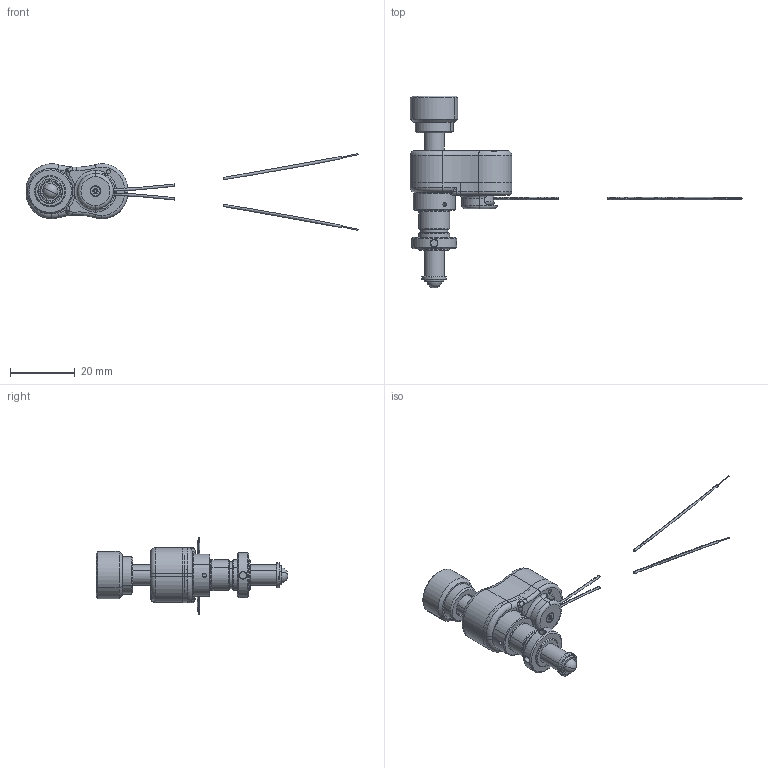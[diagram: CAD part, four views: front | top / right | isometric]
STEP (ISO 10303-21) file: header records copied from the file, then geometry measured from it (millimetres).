
FILE_DESCRIPTION (( 'STEP AP214' ), '1' );
FILE_NAME ('PIA13VF.STEP', '2019-11-18T11:41:11', ( '' ), ( '' ), 'SwSTEP 2.0', 'SolidWorks 2019', '' );
FILE_SCHEMA (( 'AUTOMOTIVE_DESIGN' ));
Length unit declared in the file: millimetre
Products named in the file (18): PIA13VF; PIA13VF1.STEP; PIA13VF4.STEP; PIA13VF8.STEP; PIA13VF7.STEP; PIA13VF9.STEP; PIA13VF3.STEP; PIA13VF6.STEP; PIA13VF10.STEP; PIA13VF15.STEP; PIA13VF2.STEP; PIA13VF16.STEP; PIA13VF12.STEP; PIA13VF11.STEP; PIA13VF14.STEP; PIA13VF13.STEP; PIA13VF5.STEP; PIA13VF.STEP
Assembly tree (17 placements, depth 3):
  PIA13VF
    PIA13VF.STEP
      PIA13VF1.STEP
      PIA13VF2.STEP
      PIA13VF3.STEP
      PIA13VF4.STEP
      PIA13VF5.STEP
      PIA13VF6.STEP
      PIA13VF7.STEP
      PIA13VF8.STEP
      PIA13VF9.STEP
      PIA13VF10.STEP
      PIA13VF11.STEP
      PIA13VF12.STEP
      PIA13VF13.STEP
      PIA13VF14.STEP
      PIA13VF15.STEP
      PIA13VF16.STEP
Bounding box: 102.82 x 59.44 x 23.71 mm (x, y, z)
Volume: 6402.1 mm3; surface area: 8693.9 mm2
Topology: 16 solids, 16 shells, 893 faces, 2293 edges, 1460 vertices
Faces by surface type: plane 360, cylinder 276, bspline 101, cone 99, torus 55, sphere 2
Entity records: 32485 total; most frequent: CARTESIAN_POINT 9887, ORIENTED_EDGE 4564, DIRECTION 4407, EDGE_CURVE 2282, AXIS2_PLACEMENT_3D 1611, VERTEX_POINT 1459, VECTOR 1185, LINE 1185
